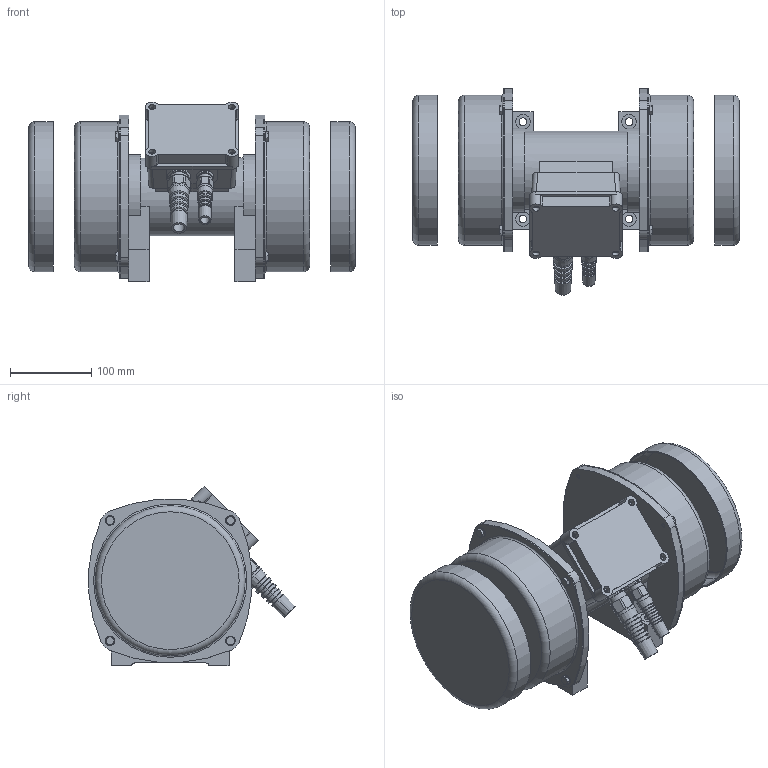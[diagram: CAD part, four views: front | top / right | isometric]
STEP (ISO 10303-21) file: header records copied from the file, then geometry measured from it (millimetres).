
FILE_DESCRIPTION(/* description */ (''),/* implementation_level */ '2;1');
FILE_NAME(/* name */ 'JX08-4-20',/* time_stamp */ '2020-10-01T10:55:47+02:00',/* author */ (''),/* organization */ (''),/* preprocessor_version */ 'ST-DEVELOPER v16.5',/* originating_system */ 'HiCAD 2019 2402.2 Build 521',/* authorisation */ '');
FILE_SCHEMA (('AUTOMOTIVE_DESIGN { 1 0 10303 214 1 1 1 1 }'));
Length unit declared in the file: millimetre
Products named in the file (29): Root; Aktuelle JX Antriebe - mit Erdungsbohrung; 50Hz; 0296902_UNWUCHTANTRIEB; Haubenausbaumaß; Haube2; Gehäuse; Haube links; Normteilgruppe _0; ISO 4017-M6x12-8.8_Sechskantschrauben_0; DIN 128-A 6-FSt_Scheiben_0; Haube rechts
Assembly tree (28 placements, depth 7):
  Root
    Aktuelle JX Antriebe - mit Erdungsbohrung
      50Hz
        0296902_UNWUCHTANTRIEB
          Haubenausbaumaß
            Haube2
          Gehäuse
          Haube links
            Normteilgruppe _0
              ISO 4017-M6x12-8.8_Sechskantschrauben_0
              ISO 4017-M6x12-8.8_Sechskantschrauben_0
              ISO 4017-M6x12-8.8_Sechskantschrauben_0
              ISO 4017-M6x12-8.8_Sechskantschrauben_0
            Normteilgruppe _0
              DIN 128-A 6-FSt_Scheiben_0
              DIN 128-A 6-FSt_Scheiben_0
              DIN 128-A 6-FSt_Scheiben_0
              DIN 128-A 6-FSt_Scheiben_0
          Haube rechts
            Normteilgruppe _0
              DIN 128-A 6-FSt_Scheiben_0
              DIN 128-A 6-FSt_Scheiben_0
              DIN 128-A 6-FSt_Scheiben_0
              DIN 128-A 6-FSt_Scheiben_0
            Normteilgruppe _0
              ISO 4017-M6x12-8.8_Sechskantschrauben_0
              ISO 4017-M6x12-8.8_Sechskantschrauben_0
              ISO 4017-M6x12-8.8_Sechskantschrauben_0
              ISO 4017-M6x12-8.8_Sechskantschrauben_0
Bounding box: 403 x 254.42 x 221.56 mm (x, y, z)
Volume: 1976340.7 mm3; surface area: 732524.1 mm2
Topology: 29 solids, 31 shells, 781 faces, 1834 edges, 1171 vertices
Faces by surface type: plane 387, cylinder 224, cone 152, torus 18
Full cylindrical faces by diameter (mm): 3.141 x4, 3.3 x4, 4 x4, 4.773 x8, 5 x8, 6 x8, 7 x4, 8.5 x4, 9 x8, 9.5 x4, 18 x4, 64.6 x2, 78.3 x1, 96 x1, 182 x4, 185 x4
Entity records: 38808 total; most frequent: CARTESIAN_POINT 3978, DIRECTION 3896, PRESENTATION_STYLE_ASSIGNMENT 3376, COLOUR_RGB 3348, DRAUGHTING_PRE_DEFINED_CURVE_FONT 3346, CURVE_STYLE 3346, OVER_RIDING_STYLED_ITEM 3346, ORIENTED_EDGE 3346
